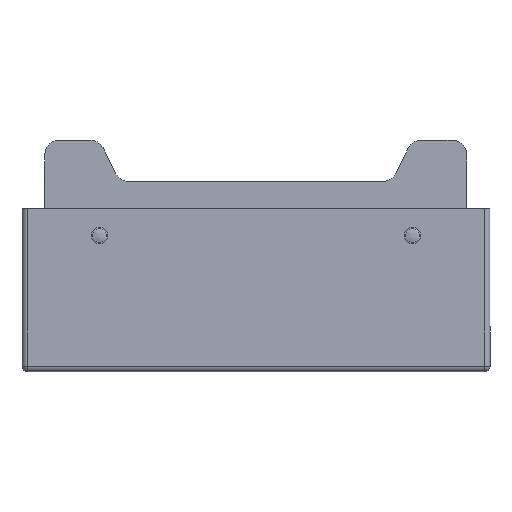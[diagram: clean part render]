
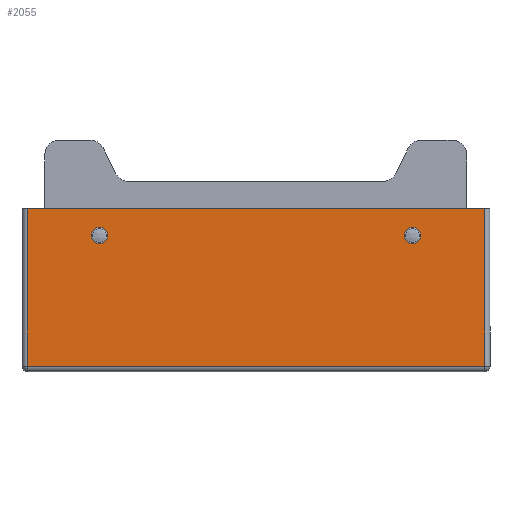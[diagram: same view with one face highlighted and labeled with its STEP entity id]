
A CAD part, left-side view. The second image highlights one B-rep face of the part: STEP entity #2055.
In plain terms, the highlighted planar face has unit normal (-1, 0, 0).
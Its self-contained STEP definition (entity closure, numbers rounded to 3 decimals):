
#54=FACE_BOUND('',#753,.T.);
#55=FACE_BOUND('',#754,.T.);
#85=PLANE('',#2286);
#156=LINE('',#3083,#375);
#158=LINE('',#3089,#377);
#169=LINE('',#3129,#388);
#172=LINE('',#3134,#391);
#375=VECTOR('',#2475,10.);
#377=VECTOR('',#2481,10.);
#388=VECTOR('',#2526,10.);
#391=VECTOR('',#2533,10.);
#639=FACE_OUTER_BOUND('',#752,.T.);
#752=EDGE_LOOP('',(#1493,#1494,#1495,#1496));
#753=EDGE_LOOP('',(#1497));
#754=EDGE_LOOP('',(#1498));
#898=CIRCLE('',#2287,3.);
#899=CIRCLE('',#2288,3.);
#957=VERTEX_POINT('',#3069);
#961=VERTEX_POINT('',#3078);
#962=VERTEX_POINT('',#3085);
#975=VERTEX_POINT('',#3127);
#976=VERTEX_POINT('',#3135);
#977=VERTEX_POINT('',#3137);
#1156=EDGE_CURVE('',#957,#961,#156,.T.);
#1159=EDGE_CURVE('',#961,#962,#158,.T.);
#1179=EDGE_CURVE('',#975,#957,#169,.T.);
#1182=EDGE_CURVE('',#975,#962,#172,.T.);
#1183=EDGE_CURVE('',#976,#976,#898,.T.);
#1184=EDGE_CURVE('',#977,#977,#899,.T.);
#1493=ORIENTED_EDGE('',*,*,#1159,.F.);
#1494=ORIENTED_EDGE('',*,*,#1156,.F.);
#1495=ORIENTED_EDGE('',*,*,#1179,.F.);
#1496=ORIENTED_EDGE('',*,*,#1182,.T.);
#1497=ORIENTED_EDGE('',*,*,#1183,.T.);
#1498=ORIENTED_EDGE('',*,*,#1184,.T.);
#2055=ADVANCED_FACE('',(#639,#54,#55),#85,.T.);
#2286=AXIS2_PLACEMENT_3D('',#3133,#2531,#2532);
#2287=AXIS2_PLACEMENT_3D('',#3136,#2534,#2535);
#2288=AXIS2_PLACEMENT_3D('',#3138,#2536,#2537);
#2475=DIRECTION('',(0.,1.,0.));
#2481=DIRECTION('',(0.,0.,1.));
#2526=DIRECTION('',(0.,0.,-1.));
#2531=DIRECTION('center_axis',(-1.,0.,0.));
#2532=DIRECTION('ref_axis',(0.,0.,1.));
#2533=DIRECTION('',(0.,1.,0.));
#2534=DIRECTION('center_axis',(1.,0.,0.));
#2535=DIRECTION('ref_axis',(0.,0.,-1.));
#2536=DIRECTION('center_axis',(1.,0.,0.));
#2537=DIRECTION('ref_axis',(0.,0.,-1.));
#3069=CARTESIAN_POINT('',(-15.,2.,-28.));
#3078=CARTESIAN_POINT('',(-15.,170.,-28.));
#3083=CARTESIAN_POINT('',(-15.,0.,-28.));
#3085=CARTESIAN_POINT('',(-15.,170.,30.));
#3089=CARTESIAN_POINT('',(-15.,170.,-15.));
#3127=CARTESIAN_POINT('',(-15.,2.,30.));
#3129=CARTESIAN_POINT('',(-15.,2.,-15.));
#3133=CARTESIAN_POINT('Origin',(-15.,0.,-30.));
#3134=CARTESIAN_POINT('',(-15.,0.,30.));
#3135=CARTESIAN_POINT('',(-15.,143.5,23.));
#3136=CARTESIAN_POINT('Origin',(-15.,143.5,20.));
#3137=CARTESIAN_POINT('',(-15.,28.5,23.));
#3138=CARTESIAN_POINT('Origin',(-15.,28.5,20.));
